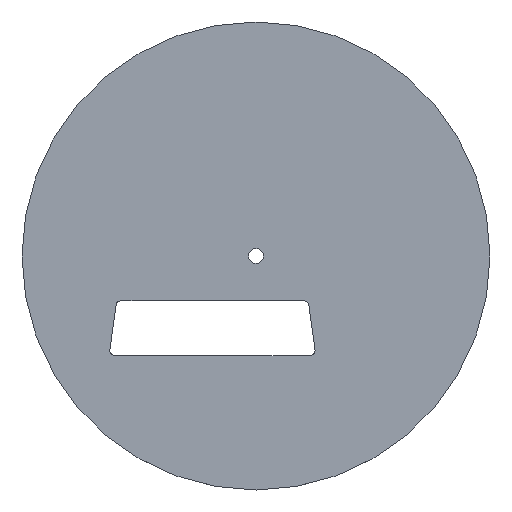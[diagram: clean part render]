
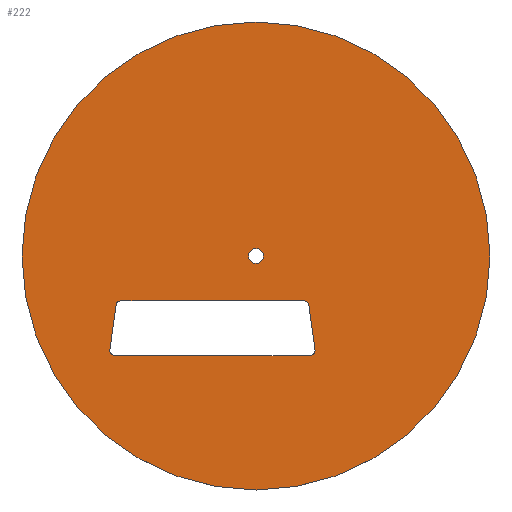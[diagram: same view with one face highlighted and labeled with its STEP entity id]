
A CAD part, top view. The second image highlights one B-rep face of the part: STEP entity #222.
In plain terms, the highlighted planar face has unit normal (0, 0, 1).
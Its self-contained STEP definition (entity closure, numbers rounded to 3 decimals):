
#19=FACE_BOUND('',#55,.T.);
#20=FACE_BOUND('',#56,.T.);
#26=PLANE('',#248);
#38=FACE_OUTER_BOUND('',#54,.T.);
#54=EDGE_LOOP('',(#195));
#55=EDGE_LOOP('',(#196,#197,#198,#199,#200,#201,#202,#203));
#56=EDGE_LOOP('',(#204));
#59=LINE('',#327,#75);
#63=LINE('',#339,#79);
#69=LINE('',#354,#85);
#72=LINE('',#363,#88);
#75=VECTOR('',#261,9.083);
#79=VECTOR('',#273,36.754);
#85=VECTOR('',#287,39.209);
#88=VECTOR('',#298,9.083);
#89=CIRCLE('',#226,1.);
#91=CIRCLE('',#230,1.);
#93=CIRCLE('',#234,1.);
#96=CIRCLE('',#239,1.);
#97=CIRCLE('',#242,1.5);
#99=CIRCLE('',#245,47.);
#101=VERTEX_POINT('',#317);
#102=VERTEX_POINT('',#318);
#105=VERTEX_POINT('',#326);
#107=VERTEX_POINT('',#332);
#109=VERTEX_POINT('',#338);
#111=VERTEX_POINT('',#344);
#112=VERTEX_POINT('',#345);
#116=VERTEX_POINT('',#358);
#117=VERTEX_POINT('',#365);
#119=VERTEX_POINT('',#370);
#121=EDGE_CURVE('',#101,#102,#89,.T.);
#125=EDGE_CURVE('',#102,#105,#59,.T.);
#128=EDGE_CURVE('',#105,#107,#91,.T.);
#131=EDGE_CURVE('',#109,#107,#63,.T.);
#134=EDGE_CURVE('',#111,#112,#93,.T.);
#139=EDGE_CURVE('',#101,#112,#69,.T.);
#141=EDGE_CURVE('',#109,#116,#96,.T.);
#144=EDGE_CURVE('',#116,#111,#72,.T.);
#145=EDGE_CURVE('',#117,#117,#97,.T.);
#147=EDGE_CURVE('',#119,#119,#99,.T.);
#195=ORIENTED_EDGE('',*,*,#147,.T.);
#196=ORIENTED_EDGE('',*,*,#131,.T.);
#197=ORIENTED_EDGE('',*,*,#128,.F.);
#198=ORIENTED_EDGE('',*,*,#125,.F.);
#199=ORIENTED_EDGE('',*,*,#121,.F.);
#200=ORIENTED_EDGE('',*,*,#139,.T.);
#201=ORIENTED_EDGE('',*,*,#134,.F.);
#202=ORIENTED_EDGE('',*,*,#144,.F.);
#203=ORIENTED_EDGE('',*,*,#141,.F.);
#204=ORIENTED_EDGE('',*,*,#145,.T.);
#222=ADVANCED_FACE('',(#38,#19,#20),#26,.T.);
#226=AXIS2_PLACEMENT_3D('',#319,#253,#254);
#230=AXIS2_PLACEMENT_3D('',#333,#266,#267);
#234=AXIS2_PLACEMENT_3D('',#346,#278,#279);
#239=AXIS2_PLACEMENT_3D('',#359,#292,#293);
#242=AXIS2_PLACEMENT_3D('',#366,#301,#302);
#245=AXIS2_PLACEMENT_3D('',#371,#307,#308);
#248=AXIS2_PLACEMENT_3D('',#375,#313,#314);
#253=DIRECTION('center_axis',(0.,0.,1.));
#254=DIRECTION('ref_axis',(0.753,-0.658,0.));
#261=DIRECTION('',(-0.135,0.991,0.));
#266=DIRECTION('center_axis',(0.,0.,1.));
#267=DIRECTION('ref_axis',(0.658,0.753,0.));
#273=DIRECTION('',(1.,0.,0.));
#278=DIRECTION('center_axis',(0.,0.,1.));
#279=DIRECTION('ref_axis',(-0.753,-0.658,0.));
#287=DIRECTION('',(-1.,0.,0.));
#292=DIRECTION('center_axis',(0.,0.,1.));
#293=DIRECTION('ref_axis',(-0.658,0.753,0.));
#298=DIRECTION('',(-0.135,-0.991,0.));
#301=DIRECTION('center_axis',(0.,0.,-1.));
#302=DIRECTION('ref_axis',(-1.,0.,0.));
#307=DIRECTION('center_axis',(0.,0.,1.));
#308=DIRECTION('ref_axis',(-1.,0.,0.));
#313=DIRECTION('center_axis',(0.,0.,1.));
#314=DIRECTION('ref_axis',(1.,0.,0.));
#317=CARTESIAN_POINT('',(10.854,-20.,1.5));
#318=CARTESIAN_POINT('',(11.845,-18.865,1.5));
#319=CARTESIAN_POINT('Origin',(10.854,-19.,1.5));
#326=CARTESIAN_POINT('',(10.618,-9.865,1.5));
#327=CARTESIAN_POINT('',(10.177,-6.629,1.5));
#332=CARTESIAN_POINT('',(9.627,-9.,1.5));
#333=CARTESIAN_POINT('Origin',(9.627,-10.,1.5));
#338=CARTESIAN_POINT('',(-27.127,-9.,1.5));
#339=CARTESIAN_POINT('',(-14.75,-9.,1.5));
#344=CARTESIAN_POINT('',(-29.345,-18.865,1.5));
#345=CARTESIAN_POINT('',(-28.354,-20.,1.5));
#346=CARTESIAN_POINT('Origin',(-28.354,-19.,1.5));
#354=CARTESIAN_POINT('',(6.,-20.,1.5));
#358=CARTESIAN_POINT('',(-28.118,-9.865,1.5));
#359=CARTESIAN_POINT('Origin',(-27.127,-10.,1.5));
#363=CARTESIAN_POINT('',(-27.517,-5.458,1.5));
#365=CARTESIAN_POINT('',(1.5,0.,1.5));
#366=CARTESIAN_POINT('Origin',(0.,0.,1.5));
#370=CARTESIAN_POINT('',(47.,0.,1.5));
#371=CARTESIAN_POINT('Origin',(0.,0.,1.5));
#375=CARTESIAN_POINT('Origin',(0.,0.,
1.5));
